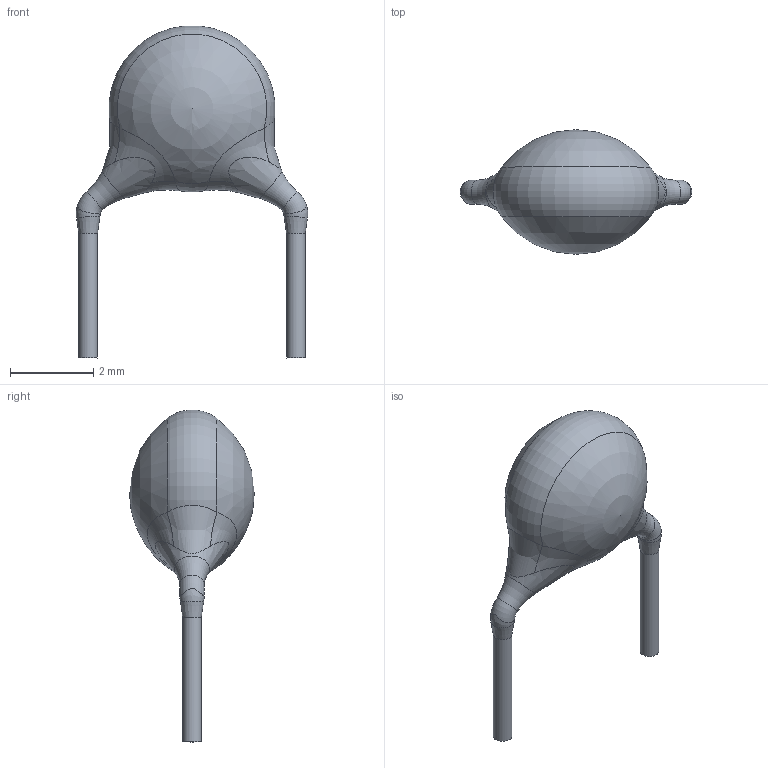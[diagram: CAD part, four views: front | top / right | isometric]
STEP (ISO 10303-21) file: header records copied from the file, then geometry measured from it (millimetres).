
FILE_DESCRIPTION(('STEP AP214'), '1');
FILE_NAME('CAP_DISC_4x3_YL-LM', '', ('UNSPECIFIED'), ('UNSPECIFIED'), 'ASCON STEP Converter 1.3', 'ASCON Math Kernel', '');
FILE_SCHEMA(('AUTOMOTIVE_DESIGN { 1 0 10303 214 3 1 1}'));
Length unit declared in the file: millimetre
Bounding box: 5.58 x 3 x 7.99 mm (x, y, z)
Volume: 27.9 mm3; surface area: 59.1 mm2
Topology: 3 solids, 3 shells, 32 faces, 68 edges, 40 vertices
Faces by surface type: bspline 12, torus 6, plane 6, cone 4, sphere 2, cylinder 2
Full cylindrical faces by diameter (mm): 0.45 x2
Entity records: 2369 total; most frequent: CARTESIAN_POINT 1537, ORIENTED_EDGE 104, DIRECTION 82, EDGE_CURVE 52, EDGE_LOOP 44, AXIS2_PLACEMENT_3D 41, VERTEX_POINT 38, COLOUR_RGB 35
